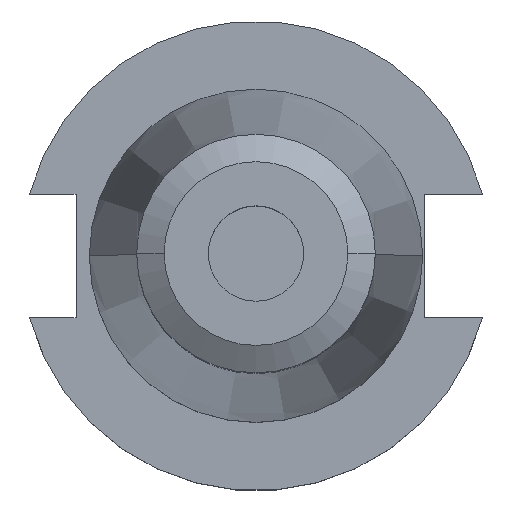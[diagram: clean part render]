
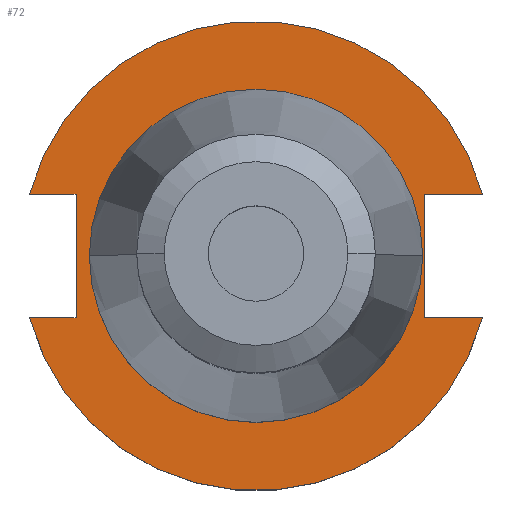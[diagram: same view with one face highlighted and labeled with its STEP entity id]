
A CAD part, top view. The second image highlights one B-rep face of the part: STEP entity #72.
In plain terms, the highlighted planar face has unit normal (0, 0, 1).
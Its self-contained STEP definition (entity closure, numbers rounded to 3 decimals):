
#40 = VERTEX_POINT ( 'NONE', #766 ) ;
#45 = CARTESIAN_POINT ( 'NONE',  ( -34.925, 0., 19.05 ) ) ;
#53 = CARTESIAN_POINT ( 'NONE',  ( 0., 0., 19.05 ) ) ;
#72 = ADVANCED_FACE ( 'NONE', ( #1756, #1430 ), #698, .T. ) ;
#84 = DIRECTION ( 'NONE',  ( -1., 0., 0. ) ) ;
#86 = VECTOR ( 'NONE', #1040, 1000. ) ;
#91 = ORIENTED_EDGE ( 'NONE', *, *, #839, .F. ) ;
#128 = CARTESIAN_POINT ( 'NONE',  ( -37.719, 12.954, 19.05 ) ) ;
#140 = CARTESIAN_POINT ( 'NONE',  ( 35.306, 12.954, 19.05 ) ) ;
#166 = DIRECTION ( 'NONE',  ( 1., 0., 0. ) ) ;
#172 = ORIENTED_EDGE ( 'NONE', *, *, #863, .F. ) ;
#192 = DIRECTION ( 'NONE',  ( 0., 0., 1. ) ) ;
#200 = CIRCLE ( 'NONE', #1262, 34.925 ) ;
#204 = CARTESIAN_POINT ( 'NONE',  ( 0., 49.212, 19.05 ) ) ;
#211 = DIRECTION ( 'NONE',  ( 1., 0., 0. ) ) ;
#233 = LINE ( 'NONE', #1798, #1750 ) ;
#241 = DIRECTION ( 'NONE',  ( 0., 1., 0. ) ) ;
#254 = VECTOR ( 'NONE', #241, 1000. ) ;
#273 = VECTOR ( 'NONE', #84, 1000. ) ;
#312 = ORIENTED_EDGE ( 'NONE', *, *, #951, .F. ) ;
#324 = VECTOR ( 'NONE', #800, 1000. ) ;
#348 = CARTESIAN_POINT ( 'NONE',  ( 47.477, -12.954, 19.05 ) ) ;
#377 = ORIENTED_EDGE ( 'NONE', *, *, #1556, .T. ) ;
#394 = ORIENTED_EDGE ( 'NONE', *, *, #1433, .T. ) ;
#418 = VERTEX_POINT ( 'NONE', #128 ) ;
#472 = VERTEX_POINT ( 'NONE', #1085 ) ;
#474 = VERTEX_POINT ( 'NONE', #1204 ) ;
#476 = LINE ( 'NONE', #1690, #870 ) ;
#494 = EDGE_CURVE ( 'NONE', #591, #1885, #476, .T. ) ;
#498 = ORIENTED_EDGE ( 'NONE', *, *, #1234, .F. ) ;
#549 = DIRECTION ( 'NONE',  ( 0., 0., 1. ) ) ;
#555 = AXIS2_PLACEMENT_3D ( 'NONE', #53, #192, #211 ) ;
#575 = CIRCLE ( 'NONE', #1393, 49.212 ) ;
#578 = CARTESIAN_POINT ( 'NONE',  ( 0., 0., 19.05 ) ) ;
#591 = VERTEX_POINT ( 'NONE', #869 ) ;
#612 = DIRECTION ( 'NONE',  ( 0., 0., 1. ) ) ;
#622 = DIRECTION ( 'NONE',  ( 1., 0., 0. ) ) ;
#684 = DIRECTION ( 'NONE',  ( 1., 0., 0. ) ) ;
#688 = CARTESIAN_POINT ( 'NONE',  ( -63.719, 12.954, 19.05 ) ) ;
#698 = PLANE ( 'NONE',  #1545 ) ;
#703 = CARTESIAN_POINT ( 'NONE',  ( 0., 0., 19.05 ) ) ;
#726 = DIRECTION ( 'NONE',  ( 1., 0., 0. ) ) ;
#766 = CARTESIAN_POINT ( 'NONE',  ( -47.477, 12.954, 19.05 ) ) ;
#780 = LINE ( 'NONE', #1138, #324 ) ;
#791 = ORIENTED_EDGE ( 'NONE', *, *, #1813, .F. ) ;
#792 = CIRCLE ( 'NONE', #555, 49.212 ) ;
#800 = DIRECTION ( 'NONE',  ( 1., 0., 0. ) ) ;
#825 = ORIENTED_EDGE ( 'NONE', *, *, #1292, .F. ) ;
#839 = EDGE_CURVE ( 'NONE', #1558, #1165, #780, .T. ) ;
#863 = EDGE_CURVE ( 'NONE', #418, #40, #1462, .T. ) ;
#869 = CARTESIAN_POINT ( 'NONE',  ( 47.477, 12.954, 19.05 ) ) ;
#870 = VECTOR ( 'NONE', #937, 1000. ) ;
#937 = DIRECTION ( 'NONE',  ( -1., 0., 0. ) ) ;
#951 = EDGE_CURVE ( 'NONE', #472, #474, #233, .T. ) ;
#956 = DIRECTION ( 'NONE',  ( 1., 0., 0. ) ) ;
#1040 = DIRECTION ( 'NONE',  ( 0., -1., 0. ) ) ;
#1048 = CIRCLE ( 'NONE', #1862, 34.925 ) ;
#1085 = CARTESIAN_POINT ( 'NONE',  ( -47.477, -12.954, 19.05 ) ) ;
#1111 = DIRECTION ( 'NONE',  ( 0., 0., 1. ) ) ;
#1120 = CARTESIAN_POINT ( 'NONE',  ( 0., 0., 19.05 ) ) ;
#1136 = VERTEX_POINT ( 'NONE', #45 ) ;
#1138 = CARTESIAN_POINT ( 'NONE',  ( 35.306, -12.954, 19.05 ) ) ;
#1142 = CARTESIAN_POINT ( 'NONE',  ( -37.719, 12.954, 19.05 ) ) ;
#1165 = VERTEX_POINT ( 'NONE', #348 ) ;
#1177 = CARTESIAN_POINT ( 'NONE',  ( 34.925, 0., 19.05 ) ) ;
#1204 = CARTESIAN_POINT ( 'NONE',  ( -37.719, -12.954, 19.05 ) ) ;
#1206 = EDGE_CURVE ( 'NONE', #474, #418, #1399, .T. ) ;
#1228 = ORIENTED_EDGE ( 'NONE', *, *, #494, .F. ) ;
#1234 = EDGE_CURVE ( 'NONE', #1508, #1136, #1048, .T. ) ;
#1262 = AXIS2_PLACEMENT_3D ( 'NONE', #1120, #1111, #956 ) ;
#1266 = LINE ( 'NONE', #140, #86 ) ;
#1292 = EDGE_CURVE ( 'NONE', #1885, #1558, #1266, .T. ) ;
#1351 = EDGE_LOOP ( 'NONE', ( #498, #791 ) ) ;
#1357 = EDGE_LOOP ( 'NONE', ( #394, #91, #825, #1228, #377, #172, #1507, #312 ) ) ;
#1369 = DIRECTION ( 'NONE',  ( 0., 0., 1. ) ) ;
#1393 = AXIS2_PLACEMENT_3D ( 'NONE', #578, #612, #622 ) ;
#1399 = LINE ( 'NONE', #1142, #254 ) ;
#1430 = FACE_OUTER_BOUND ( 'NONE', #1357, .T. ) ;
#1433 = EDGE_CURVE ( 'NONE', #472, #1165, #575, .T. ) ;
#1462 = LINE ( 'NONE', #688, #273 ) ;
#1507 = ORIENTED_EDGE ( 'NONE', *, *, #1206, .F. ) ;
#1508 = VERTEX_POINT ( 'NONE', #1177 ) ;
#1545 = AXIS2_PLACEMENT_3D ( 'NONE', #204, #1369, #684 ) ;
#1550 = CARTESIAN_POINT ( 'NONE',  ( 35.306, 12.954, 19.05 ) ) ;
#1556 = EDGE_CURVE ( 'NONE', #591, #40, #792, .T. ) ;
#1558 = VERTEX_POINT ( 'NONE', #1792 ) ;
#1690 = CARTESIAN_POINT ( 'NONE',  ( 35.306, 12.954, 19.05 ) ) ;
#1750 = VECTOR ( 'NONE', #166, 1000. ) ;
#1756 = FACE_BOUND ( 'NONE', #1351, .T. ) ;
#1792 = CARTESIAN_POINT ( 'NONE',  ( 35.306, -12.954, 19.05 ) ) ;
#1798 = CARTESIAN_POINT ( 'NONE',  ( -63.719, -12.954, 19.05 ) ) ;
#1813 = EDGE_CURVE ( 'NONE', #1136, #1508, #200, .T. ) ;
#1862 = AXIS2_PLACEMENT_3D ( 'NONE', #703, #549, #726 ) ;
#1885 = VERTEX_POINT ( 'NONE', #1550 ) ;
